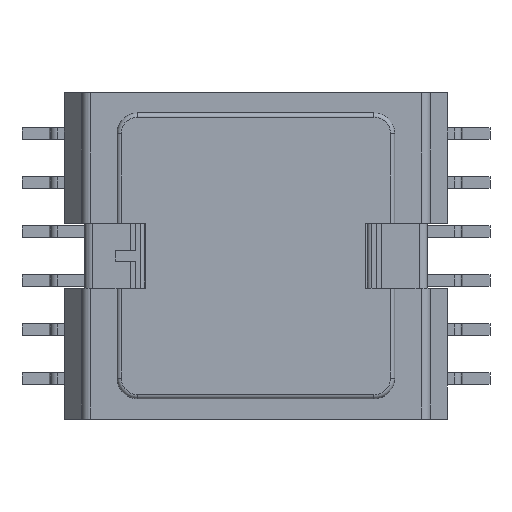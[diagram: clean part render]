
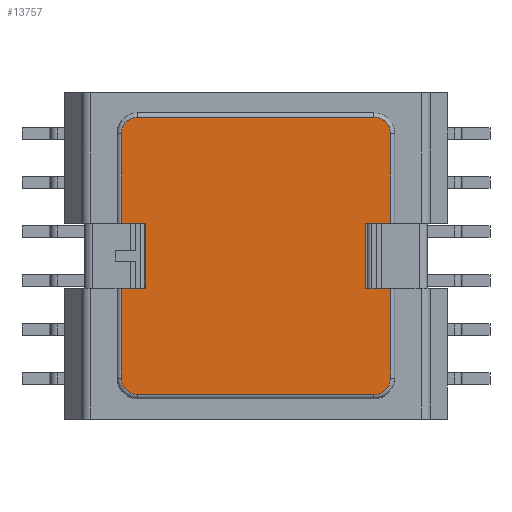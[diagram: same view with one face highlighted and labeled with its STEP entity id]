
A CAD part, top view. The second image highlights one B-rep face of the part: STEP entity #13757.
In plain terms, the highlighted face is planar.
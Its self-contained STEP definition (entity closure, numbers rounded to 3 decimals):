
#1198=LINE('',#20130,#2185);
#1199=LINE('',#20141,#2186);
#1201=LINE('',#20153,#2188);
#1203=LINE('',#20159,#2190);
#1206=LINE('',#20175,#2193);
#1208=LINE('',#20187,#2195);
#1210=LINE('',#20191,#2197);
#1234=LINE('',#20258,#2221);
#1263=LINE('',#20340,#2250);
#1273=LINE('',#20371,#2260);
#1292=LINE('',#20416,#2279);
#1301=LINE('',#20445,#2288);
#2185=VECTOR('',#17116,1000.);
#2186=VECTOR('',#17129,1000.);
#2188=VECTOR('',#17143,1000.);
#2190=VECTOR('',#17149,1000.);
#2193=VECTOR('',#17166,1000.);
#2195=VECTOR('',#17180,1000.);
#2197=VECTOR('',#17184,1000.);
#2221=VECTOR('',#17248,1000.);
#2250=VECTOR('',#17329,1000.);
#2260=VECTOR('',#17353,1000.);
#2279=VECTOR('',#17400,1000.);
#2288=VECTOR('',#17423,1000.);
#4987=ORIENTED_EDGE('',*,*,#6377,.T.);
#4988=ORIENTED_EDGE('',*,*,#6372,.T.);
#4989=ORIENTED_EDGE('',*,*,#6465,.T.);
#4990=ORIENTED_EDGE('',*,*,#6481,.T.);
#4991=ORIENTED_EDGE('',*,*,#6388,.F.);
#4992=ORIENTED_EDGE('',*,*,#6358,.T.);
#4993=ORIENTED_EDGE('',*,*,#6360,.T.);
#4994=ORIENTED_EDGE('',*,*,#6363,.T.);
#4995=ORIENTED_EDGE('',*,*,#6366,.T.);
#4996=ORIENTED_EDGE('',*,*,#6369,.T.);
#4997=ORIENTED_EDGE('',*,*,#6422,.T.);
#4998=ORIENTED_EDGE('',*,*,#6519,.F.);
#4999=ORIENTED_EDGE('',*,*,#6504,.F.);
#5000=ORIENTED_EDGE('',*,*,#6386,.T.);
#5001=ORIENTED_EDGE('',*,*,#6383,.T.);
#5002=ORIENTED_EDGE('',*,*,#6380,.T.);
#6358=EDGE_CURVE('',#7306,#7308,#1198,.T.);
#6360=EDGE_CURVE('',#7308,#7310,#7752,.T.);
#6363=EDGE_CURVE('',#7310,#7312,#1199,.T.);
#6366=EDGE_CURVE('',#7312,#7314,#7756,.T.);
#6369=EDGE_CURVE('',#7314,#7315,#1201,.T.);
#6372=EDGE_CURVE('',#7319,#7317,#1203,.T.);
#6377=EDGE_CURVE('',#7321,#7319,#7763,.T.);
#6380=EDGE_CURVE('',#7323,#7321,#1206,.T.);
#6383=EDGE_CURVE('',#7325,#7323,#7767,.T.);
#6386=EDGE_CURVE('',#7328,#7325,#1208,.T.);
#6388=EDGE_CURVE('',#7306,#7330,#1210,.T.);
#6422=EDGE_CURVE('',#7315,#7353,#1234,.T.);
#6465=EDGE_CURVE('',#7317,#7380,#1263,.T.);
#6481=EDGE_CURVE('',#7380,#7330,#1273,.T.);
#6504=EDGE_CURVE('',#7328,#7406,#1292,.T.);
#6519=EDGE_CURVE('',#7406,#7353,#1301,.T.);
#7306=VERTEX_POINT('',#20125);
#7308=VERTEX_POINT('',#20129);
#7310=VERTEX_POINT('',#20134);
#7312=VERTEX_POINT('',#20140);
#7314=VERTEX_POINT('',#20146);
#7315=VERTEX_POINT('',#20151);
#7317=VERTEX_POINT('',#20157);
#7319=VERTEX_POINT('',#20160);
#7321=VERTEX_POINT('',#20166);
#7323=VERTEX_POINT('',#20172);
#7325=VERTEX_POINT('',#20178);
#7328=VERTEX_POINT('',#20185);
#7330=VERTEX_POINT('',#20192);
#7353=VERTEX_POINT('',#20259);
#7380=VERTEX_POINT('',#20341);
#7406=VERTEX_POINT('',#20417);
#7752=CIRCLE('',#14570,1.02);
#7756=CIRCLE('',#14576,1.02);
#7763=CIRCLE('',#14586,1.02);
#7767=CIRCLE('',#14592,1.02);
#8378=EDGE_LOOP('',(#4987,#4988,#4989,#4990,#4991,#4992,#4993,#4994,#4995,
#4996,#4997,#4998,#4999,#5000,#5001,#5002));
#8955=FACE_BOUND('',#8378,.T.);
#9265=PLANE('',#14683);
#13757=ADVANCED_FACE('',(#8955),#9265,.T.);
#14570=AXIS2_PLACEMENT_3D('',#20135,#17121,#17122);
#14576=AXIS2_PLACEMENT_3D('',#20147,#17135,#17136);
#14586=AXIS2_PLACEMENT_3D('',#20169,#17159,#17160);
#14592=AXIS2_PLACEMENT_3D('',#20181,#17173,#17174);
#14683=AXIS2_PLACEMENT_3D('',#20490,#17469,#17470);
#17116=DIRECTION('',(0.,0.,-1.));
#17121=DIRECTION('',(0.,1.,0.));
#17122=DIRECTION('',(-1.,0.,0.));
#17129=DIRECTION('',(-1.,0.,0.));
#17135=DIRECTION('',(0.,1.,0.));
#17136=DIRECTION('',(-1.,0.,0.));
#17143=DIRECTION('',(0.,0.,1.));
#17149=DIRECTION('',(0.,0.,-1.));
#17159=DIRECTION('',(0.,1.,0.));
#17160=DIRECTION('',(-1.,0.,0.));
#17166=DIRECTION('',(1.,0.,0.));
#17173=DIRECTION('',(0.,1.,0.));
#17174=DIRECTION('',(-1.,0.,0.));
#17180=DIRECTION('',(0.,0.,1.));
#17184=DIRECTION('',(-1.,0.,0.));
#17248=DIRECTION('',(1.,0.,0.));
#17329=DIRECTION('',(-1.,0.,0.));
#17353=DIRECTION('',(0.,0.,-1.));
#17400=DIRECTION('',(1.,0.,0.));
#17423=DIRECTION('',(0.,0.,-1.));
#17469=DIRECTION('',(0.,1.,0.));
#17470=DIRECTION('',(-1.,0.,0.));
#20125=CARTESIAN_POINT('',(-6.298,10.669,-13.545));
#20129=CARTESIAN_POINT('',(-6.298,10.669,-19.035));
#20130=CARTESIAN_POINT('',(-6.298,10.669,-11.555));
#20134=CARTESIAN_POINT('',(-7.318,10.669,-20.055));
#20135=CARTESIAN_POINT('',(-7.318,10.669,-19.035));
#20140=CARTESIAN_POINT('',(-21.778,10.669,-20.055));
#20141=CARTESIAN_POINT('',(-21.778,10.669,-20.055));
#20146=CARTESIAN_POINT('',(-22.798,10.669,-19.035));
#20147=CARTESIAN_POINT('',(-21.778,10.669,-19.035));
#20151=CARTESIAN_POINT('',(-22.798,10.669,-13.545));
#20153=CARTESIAN_POINT('',(-22.798,10.669,-11.555));
#20157=CARTESIAN_POINT('',(-6.298,10.669,-9.565));
#20159=CARTESIAN_POINT('',(-6.298,10.669,-11.555));
#20160=CARTESIAN_POINT('',(-6.298,10.669,-4.075));
#20166=CARTESIAN_POINT('',(-7.318,10.669,-3.055));
#20169=CARTESIAN_POINT('',(-7.318,10.669,-4.075));
#20172=CARTESIAN_POINT('',(-21.778,10.669,-3.055));
#20175=CARTESIAN_POINT('',(-7.318,10.669,-3.055));
#20178=CARTESIAN_POINT('',(-22.798,10.669,-4.075));
#20181=CARTESIAN_POINT('',(-21.778,10.669,-4.075));
#20185=CARTESIAN_POINT('',(-22.798,10.669,-9.565));
#20187=CARTESIAN_POINT('',(-22.798,10.669,-11.555));
#20191=CARTESIAN_POINT('',(-2.823,10.669,-13.545));
#20192=CARTESIAN_POINT('',(-7.818,10.669,-13.545));
#20258=CARTESIAN_POINT('',(-26.274,10.669,-13.545));
#20259=CARTESIAN_POINT('',(-21.278,10.669,-13.545));
#20340=CARTESIAN_POINT('',(-2.823,10.669,-9.565));
#20341=CARTESIAN_POINT('',(-7.818,10.669,-9.565));
#20371=CARTESIAN_POINT('',(-7.818,10.669,-11.555));
#20416=CARTESIAN_POINT('',(-26.274,10.669,-9.565));
#20417=CARTESIAN_POINT('',(-21.278,10.669,-9.565));
#20445=CARTESIAN_POINT('',(-21.278,10.669,-11.555));
#20490=CARTESIAN_POINT('',(-23.048,10.669,-11.555));
